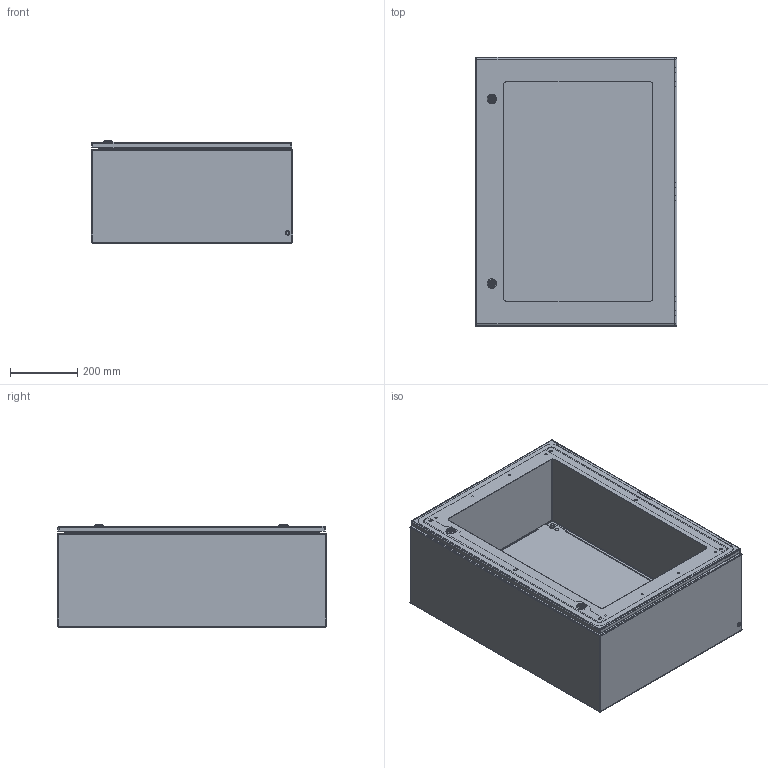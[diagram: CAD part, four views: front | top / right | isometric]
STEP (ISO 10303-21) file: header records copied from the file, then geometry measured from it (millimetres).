
FILE_DESCRIPTION(/* description */ (''),/* implementation_level */ '2;1');
FILE_NAME(/* name */ 'INX806030.stp',/* time_stamp */ '2018-04-10T10:40:25+02:00',/* author */ (''),/* organization */ (''),/* preprocessor_version */ 'ST-DEVELOPER v15',/* originating_system */ 'SIEMENS PLM Software NX 9.0',/* authorisation */ '');
FILE_SCHEMA (('CONFIG_CONTROL_DESIGN'));
Length unit declared in the file: millimetre
Products named in the file (13): 995.P048_012260; X6X67154_REFUERZO_A=800; TUERCA_CIERRE2437; Puerta_800X600_RF; X6X67154_1_REFUERZO_A=800; JUNTA_SILICONA_60602484742; 55514_BISAGRA_PUERTA_ARGENTA_; PL8060_stp; 92695_1_TUERCA_REM_CERRADA_6X2229793073; Cuerpo_806030_cod_66120; CIERRE_INOX13542272; CONJ_PUERTA_8060_RF; INX806030_stp
Assembly tree (16 placements, depth 4):
  INX806030_stp
    CONJ_PUERTA_8060_RF
      55514_BISAGRA_PUERTA_ARGENTA_  x3
      JUNTA_SILICONA_60602484742
      X6X67154_1_REFUERZO_A=800
      Puerta_800X600_RF
      TUERCA_CIERRE2437  x2
      X6X67154_REFUERZO_A=800
      CIERRE_INOX13542272  x2
        995.P048_012260
    Cuerpo_806030_cod_66120
    92695_1_TUERCA_REM_CERRADA_6X2229793073
    PL8060_stp
Bounding box: 600 x 801.65 x 303.5 mm (x, y, z)
Volume: 3634645.3 mm3; surface area: 4329268.2 mm2
Topology: 29 solids, 29 shells, 1354 faces, 3317 edges, 2063 vertices
Faces by surface type: plane 663, cylinder 546, bspline 61, torus 32, cone 30, sphere 22
Full cylindrical faces by diameter (mm): 3.3 x12, 5 x2, 5.2 x26, 5.25 x29, 5.85 x2, 6 x15, 6.5 x13, 6.8 x3, 6.824 x1, 7 x3, 7.4 x1, 8 x4, 8.4 x4, 8.5 x3, 8.9 x1, 9 x5, 9.5 x2, 10 x2, 12 x4, 12.9 x1, 16.25 x4, 17 x4, 19.3 x2, 20.25 x2
Entity records: 30853 total; most frequent: CARTESIAN_POINT 6217, DIRECTION 4843, ORIENTED_EDGE 4706, EDGE_CURVE 2353, AXIS2_PLACEMENT_3D 1805, VERTEX_POINT 1480, LINE 1233, VECTOR 1233
